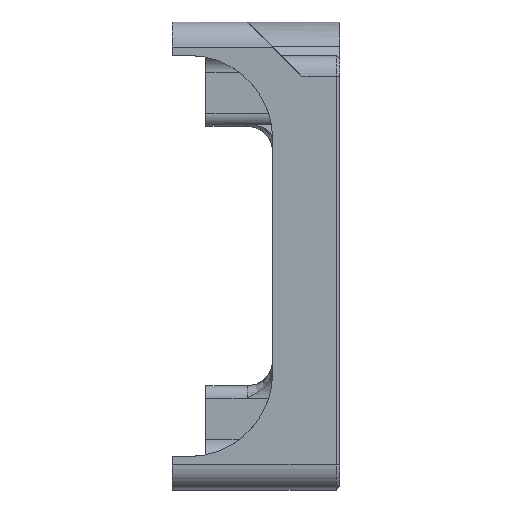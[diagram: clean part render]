
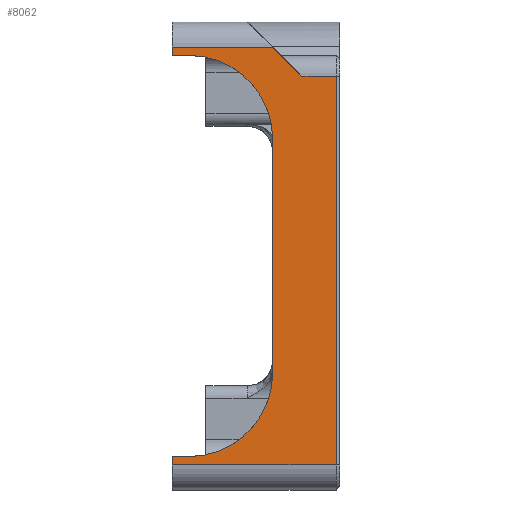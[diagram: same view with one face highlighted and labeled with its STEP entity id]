
A CAD part, front view. The second image highlights one B-rep face of the part: STEP entity #8062.
In plain terms, the highlighted planar face has unit normal (0, -1, 0).
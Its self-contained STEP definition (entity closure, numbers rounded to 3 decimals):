
#456=PLANE('',#8630);
#681=CIRCLE('',#8631,10.);
#682=CIRCLE('',#8632,10.);
#1089=FACE_OUTER_BOUND('',#1507,.T.);
#1507=EDGE_LOOP('',(#6309,#6310,#6311,#6312,#6313,#6314,#6315,#6316,#6317,
#6318,#6319,#6320));
#2102=LINE('',#22886,#2693);
#2125=LINE('',#22949,#2716);
#2287=LINE('',#24076,#2878);
#2315=LINE('',#24186,#2906);
#2317=LINE('',#24192,#2908);
#2318=LINE('',#24196,#2909);
#2319=LINE('',#24198,#2910);
#2320=LINE('',#24199,#2911);
#2321=LINE('',#24201,#2912);
#2322=LINE('',#24202,#2913);
#2693=VECTOR('',#9358,2.);
#2716=VECTOR('',#9391,4.95);
#2878=VECTOR('',#9941,46.5);
#2906=VECTOR('',#10031,4.1);
#2908=VECTOR('',#10037,28.);
#2909=VECTOR('',#10040,2.);
#2910=VECTOR('',#10041,1.);
#2911=VECTOR('',#10042,19.6);
#2912=VECTOR('',#10043,12.);
#2913=VECTOR('',#10044,1.);
#3387=VERTEX_POINT('',#22883);
#3388=VERTEX_POINT('',#22885);
#3411=VERTEX_POINT('',#22946);
#3412=VERTEX_POINT('',#22948);
#3610=VERTEX_POINT('',#24066);
#3614=VERTEX_POINT('',#24075);
#3646=VERTEX_POINT('',#24189);
#3647=VERTEX_POINT('',#24191);
#3648=VERTEX_POINT('',#24193);
#3649=VERTEX_POINT('',#24195);
#3650=VERTEX_POINT('',#24197);
#3651=VERTEX_POINT('',#24200);
#4278=EDGE_CURVE('',#3387,#3388,#2102,.F.);
#4305=EDGE_CURVE('',#3411,#3412,#2125,.T.);
#4602=EDGE_CURVE('',#3614,#3610,#2287,.F.);
#4649=EDGE_CURVE('',#3412,#3614,#2315,.T.);
#4651=EDGE_CURVE('',#3646,#3387,#681,.T.);
#4652=EDGE_CURVE('',#3647,#3646,#2317,.T.);
#4653=EDGE_CURVE('',#3648,#3647,#682,.T.);
#4654=EDGE_CURVE('',#3649,#3648,#2318,.T.);
#4655=EDGE_CURVE('',#3649,#3650,#2319,.T.);
#4656=EDGE_CURVE('',#3650,#3610,#2320,.F.);
#4657=EDGE_CURVE('',#3651,#3411,#2321,.T.);
#4658=EDGE_CURVE('',#3651,#3388,#2322,.T.);
#6309=ORIENTED_EDGE('',*,*,#4651,.F.);
#6310=ORIENTED_EDGE('',*,*,#4652,.F.);
#6311=ORIENTED_EDGE('',*,*,#4653,.F.);
#6312=ORIENTED_EDGE('',*,*,#4654,.F.);
#6313=ORIENTED_EDGE('',*,*,#4655,.T.);
#6314=ORIENTED_EDGE('',*,*,#4656,.T.);
#6315=ORIENTED_EDGE('',*,*,#4602,.F.);
#6316=ORIENTED_EDGE('',*,*,#4649,.F.);
#6317=ORIENTED_EDGE('',*,*,#4305,.F.);
#6318=ORIENTED_EDGE('',*,*,#4657,.F.);
#6319=ORIENTED_EDGE('',*,*,#4658,.T.);
#6320=ORIENTED_EDGE('',*,*,#4278,.F.);
#8062=ADVANCED_FACE('',(#1089),#456,.F.);
#8630=AXIS2_PLACEMENT_3D('',#24188,#10033,#10034);
#8631=AXIS2_PLACEMENT_3D('',#24190,#10035,#10036);
#8632=AXIS2_PLACEMENT_3D('',#24194,#10038,#10039);
#9358=DIRECTION('',(1.,0.,0.));
#9391=DIRECTION('',(0.707,0.,-0.707));
#9941=DIRECTION('',(0.,0.,1.));
#10031=DIRECTION('',(1.,0.,0.));
#10033=DIRECTION('center_axis',(0.,1.,0.));
#10034=DIRECTION('ref_axis',(0.,0.,1.));
#10035=DIRECTION('center_axis',(0.,-1.,0.));
#10036=DIRECTION('ref_axis',(0.,0.,-1.));
#10037=DIRECTION('',(0.,0.,1.));
#10038=DIRECTION('center_axis',(0.,-1.,0.));
#10039=DIRECTION('ref_axis',(0.,0.,-1.));
#10040=DIRECTION('',(1.,0.,0.));
#10041=DIRECTION('',(0.,0.,-1.));
#10042=DIRECTION('',(-1.,0.,0.));
#10043=DIRECTION('',(1.,0.,0.));
#10044=DIRECTION('',(0.,0.,-1.));
#22883=CARTESIAN_POINT('',(-12.641,-164.153,-64.977));
#22885=CARTESIAN_POINT('',(-14.641,-164.153,-64.977));
#22886=CARTESIAN_POINT('',(-14.641,-164.153,-64.977));
#22946=CARTESIAN_POINT('',(-2.641,-164.153,-63.977));
#22948=CARTESIAN_POINT('',(0.859,-164.153,-67.477));
#22949=CARTESIAN_POINT('',(-2.641,-164.153,-63.977));
#24066=CARTESIAN_POINT('',(4.959,-164.153,-113.977));
#24075=CARTESIAN_POINT('',(4.959,-164.153,-67.477));
#24076=CARTESIAN_POINT('',(4.959,-164.153,-113.977));
#24186=CARTESIAN_POINT('',(0.859,-164.153,-67.477));
#24188=CARTESIAN_POINT('Origin',(5.359,-164.153,-63.977));
#24189=CARTESIAN_POINT('',(-2.641,-164.153,-74.977));
#24190=CARTESIAN_POINT('Origin',(-12.641,-164.153,-74.977));
#24191=CARTESIAN_POINT('',(-2.641,-164.153,-102.977));
#24192=CARTESIAN_POINT('',(-2.641,-164.153,-102.977));
#24193=CARTESIAN_POINT('',(-12.641,-164.153,-112.977));
#24194=CARTESIAN_POINT('Origin',(-12.641,-164.153,-102.977));
#24195=CARTESIAN_POINT('',(-14.641,-164.153,-112.977));
#24196=CARTESIAN_POINT('',(-14.641,-164.153,-112.977));
#24197=CARTESIAN_POINT('',(-14.641,-164.153,-113.977));
#24198=CARTESIAN_POINT('',(-14.641,-164.153,-112.977));
#24199=CARTESIAN_POINT('',(4.959,-164.153,-113.977));
#24200=CARTESIAN_POINT('',(-14.641,-164.153,-63.977));
#24201=CARTESIAN_POINT('',(-14.641,-164.153,-63.977));
#24202=CARTESIAN_POINT('',(-14.641,-164.153,-63.977));
